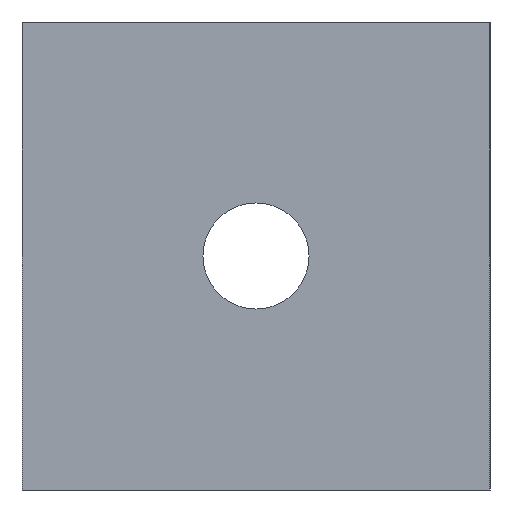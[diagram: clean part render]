
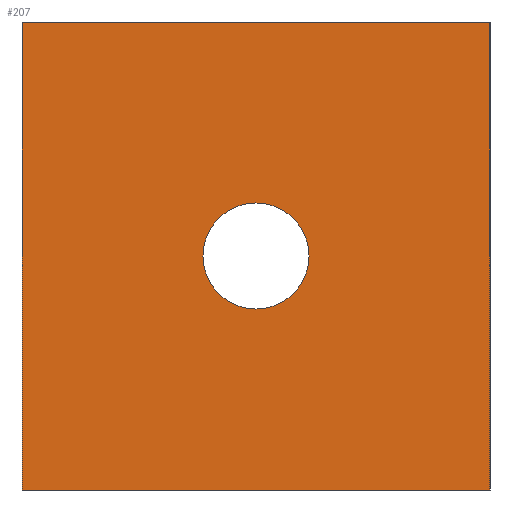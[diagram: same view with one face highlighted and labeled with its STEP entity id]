
A CAD part, left-side view. The second image highlights one B-rep face of the part: STEP entity #207.
In plain terms, the highlighted planar face has unit normal (-1, 0, 0).
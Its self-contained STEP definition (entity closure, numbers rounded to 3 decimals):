
#15=FACE_BOUND('',#40,.T.);
#19=PLANE('',#245);
#29=FACE_OUTER_BOUND('',#39,.T.);
#39=EDGE_LOOP('',(#159,#160,#161,#162));
#40=EDGE_LOOP('',(#163,#164));
#53=LINE('',#335,#73);
#54=LINE('',#337,#74);
#55=LINE('',#339,#75);
#56=LINE('',#340,#76);
#73=VECTOR('',#279,1000.);
#74=VECTOR('',#280,1000.);
#75=VECTOR('',#281,1000.);
#76=VECTOR('',#282,1000.);
#91=CIRCLE('',#236,3.4);
#94=CIRCLE('',#239,3.4);
#99=VERTEX_POINT('',#313);
#100=VERTEX_POINT('',#314);
#107=VERTEX_POINT('',#333);
#108=VERTEX_POINT('',#334);
#109=VERTEX_POINT('',#336);
#110=VERTEX_POINT('',#338);
#119=EDGE_CURVE('',#99,#100,#91,.T.);
#123=EDGE_CURVE('',#100,#99,#94,.T.);
#129=EDGE_CURVE('',#107,#108,#53,.T.);
#130=EDGE_CURVE('',#109,#108,#54,.T.);
#131=EDGE_CURVE('',#110,#109,#55,.T.);
#132=EDGE_CURVE('',#110,#107,#56,.T.);
#159=ORIENTED_EDGE('',*,*,#129,.T.);
#160=ORIENTED_EDGE('',*,*,#130,.F.);
#161=ORIENTED_EDGE('',*,*,#131,.F.);
#162=ORIENTED_EDGE('',*,*,#132,.T.);
#163=ORIENTED_EDGE('',*,*,#119,.F.);
#164=ORIENTED_EDGE('',*,*,#123,.F.);
#207=ADVANCED_FACE('',(#29,#15),#19,.F.);
#236=AXIS2_PLACEMENT_3D('',#315,#257,#258);
#239=AXIS2_PLACEMENT_3D('',#321,#264,#265);
#245=AXIS2_PLACEMENT_3D('',#332,#277,#278);
#257=DIRECTION('center_axis',(-1.,0.,0.));
#258=DIRECTION('ref_axis',(0.,0.,1.));
#264=DIRECTION('center_axis',(-1.,0.,0.));
#265=DIRECTION('ref_axis',(0.,0.,1.));
#277=DIRECTION('center_axis',(1.,0.,0.));
#278=DIRECTION('ref_axis',(0.,1.,0.));
#279=DIRECTION('',(0.,-1.,0.));
#280=DIRECTION('',(0.,0.,-1.));
#281=DIRECTION('',(0.,-1.,0.));
#282=DIRECTION('',(0.,0.,-1.));
#313=CARTESIAN_POINT('',(0.,15.,-3.4));
#314=CARTESIAN_POINT('',(0.,15.,3.4));
#315=CARTESIAN_POINT('Origin',(0.,15.,0.));
#321=CARTESIAN_POINT('Origin',(0.,15.,0.));
#332=CARTESIAN_POINT('Origin',(0.,0.,15.));
#333=CARTESIAN_POINT('',(0.,30.,-15.));
#334=CARTESIAN_POINT('',(0.,0.,-15.));
#335=CARTESIAN_POINT('',(0.,0.,-15.));
#336=CARTESIAN_POINT('',(0.,0.,15.));
#337=CARTESIAN_POINT('',(0.,0.,15.));
#338=CARTESIAN_POINT('',(0.,30.,15.));
#339=CARTESIAN_POINT('',(0.,0.,15.));
#340=CARTESIAN_POINT('',(0.,30.,15.));
